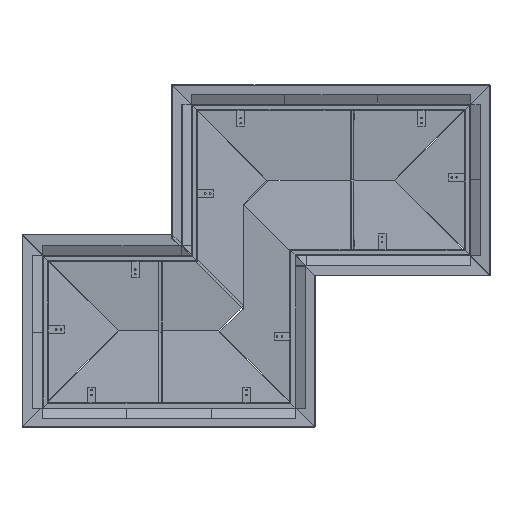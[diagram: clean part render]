
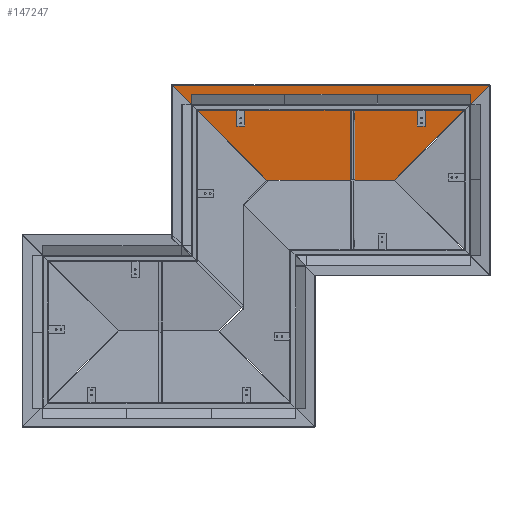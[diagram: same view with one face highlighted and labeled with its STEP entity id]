
A CAD part, front view. The second image highlights one B-rep face of the part: STEP entity #147247.
In plain terms, the highlighted free-form (B-spline) face has degree [1, 1] with [2, 2] control points.
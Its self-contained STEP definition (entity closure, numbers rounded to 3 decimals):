
#146882 = VERTEX_POINT('',#146883);
#146883 = CARTESIAN_POINT('',(2614.127,322.185,
    1537.433));
#146893 = EDGE_CURVE('',#146882,#146894,#146896,.T.);
#146894 = VERTEX_POINT('',#146895);
#146895 = CARTESIAN_POINT('',(267.016,322.185,
    1537.433));
#146896 = B_SPLINE_CURVE_WITH_KNOTS('',1,(#146897,#146898),
  .UNSPECIFIED.,.F.,.F.,(2,2),(-403.631,1210.892),
  .PIECEWISE_BEZIER_KNOTS.);
#146897 = CARTESIAN_POINT('',(2614.127,322.185,
    1537.433));
#146898 = CARTESIAN_POINT('',(267.016,322.185,
    1537.433));
#147191 = VERTEX_POINT('',#147192);
#147192 = CARTESIAN_POINT('',(1913.04,383.522,
    836.346));
#147197 = EDGE_CURVE('',#147191,#147198,#147200,.T.);
#147198 = VERTEX_POINT('',#147199);
#147199 = CARTESIAN_POINT('',(968.103,383.522,
    836.346));
#147200 = B_SPLINE_CURVE_WITH_KNOTS('',1,(#147201,#147202),
  .UNSPECIFIED.,.F.,.F.,(2,2),(0.,650.),
  .PIECEWISE_BEZIER_KNOTS.);
#147201 = CARTESIAN_POINT('',(1913.04,383.522,
    836.346));
#147202 = CARTESIAN_POINT('',(968.103,383.522,
    836.346));
#147219 = EDGE_CURVE('',#146882,#147191,#147220,.T.);
#147220 = B_SPLINE_CURVE_WITH_KNOTS('',1,(#147221,#147222),
  .UNSPECIFIED.,.F.,.F.,(2,2),(3.88,687.205),
  .PIECEWISE_BEZIER_KNOTS.);
#147221 = CARTESIAN_POINT('',(2614.127,322.185,
    1537.433));
#147222 = CARTESIAN_POINT('',(1913.04,383.522,
    836.346));
#147238 = EDGE_CURVE('',#147198,#146894,#147239,.T.);
#147239 = B_SPLINE_CURVE_WITH_KNOTS('',1,(#147240,#147241),
  .UNSPECIFIED.,.F.,.F.,(2,2),(0.,683.325),
  .PIECEWISE_BEZIER_KNOTS.);
#147240 = CARTESIAN_POINT('',(968.103,383.522,
    836.346));
#147241 = CARTESIAN_POINT('',(267.016,322.185,
    1537.433));
#147247 = ADVANCED_FACE('',(#147248),#147254,.F.);
#147248 = FACE_BOUND('',#147249,.T.);
#147249 = EDGE_LOOP('',(#147250,#147251,#147252,#147253));
#147250 = ORIENTED_EDGE('',*,*,#146893,.T.);
#147251 = ORIENTED_EDGE('',*,*,#147238,.F.);
#147252 = ORIENTED_EDGE('',*,*,#147197,.F.);
#147253 = ORIENTED_EDGE('',*,*,#147219,.F.);
#147254 = B_SPLINE_SURFACE_WITH_KNOTS('',1,1,(
    (#147255,#147256)
    ,(#147257,#147258
    )),.UNSPECIFIED.,.F.,.F.,.F.,(2,2),(2,2),(-308.217,
    175.887),(-807.261,807.261),
  .PIECEWISE_BEZIER_KNOTS.);
#147255 = CARTESIAN_POINT('',(267.016,383.522,
    836.346));
#147256 = CARTESIAN_POINT('',(2614.127,383.522,
    836.346));
#147257 = CARTESIAN_POINT('',(267.016,322.185,
    1537.433));
#147258 = CARTESIAN_POINT('',(2614.127,322.185,
    1537.433));
